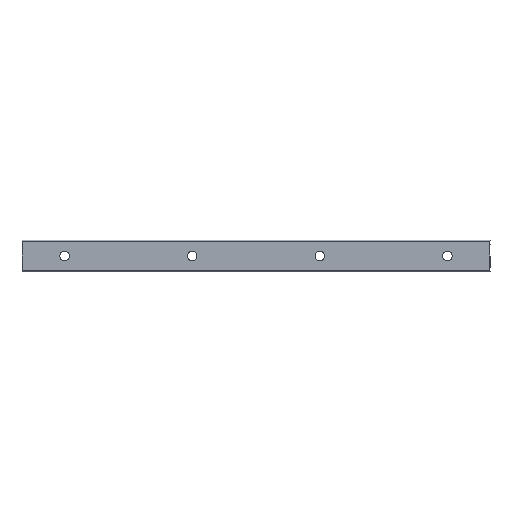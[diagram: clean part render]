
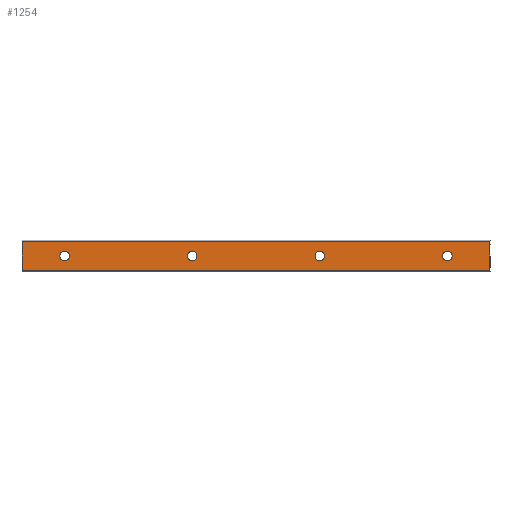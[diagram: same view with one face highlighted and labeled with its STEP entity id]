
A CAD part, front view. The second image highlights one B-rep face of the part: STEP entity #1254.
In plain terms, the highlighted planar face has unit normal (0, -1, 0).
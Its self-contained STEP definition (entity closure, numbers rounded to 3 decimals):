
#3 = AXIS2_PLACEMENT_3D ( 'NONE', #2063, #912, #100 ) ;
#11 = ORIENTED_EDGE ( 'NONE', *, *, #485, .F. ) ;
#100 = DIRECTION ( 'NONE',  ( 0., 0., 1. ) ) ;
#102 = FACE_BOUND ( 'NONE', #1154, .T. ) ;
#110 = DIRECTION ( 'NONE',  ( 0., 0., 1. ) ) ;
#173 = EDGE_CURVE ( 'NONE', #1777, #670, #1857, .T. ) ;
#175 = CARTESIAN_POINT ( 'NONE',  ( 60., 0., 0. ) ) ;
#187 = CIRCLE ( 'NONE', #1765, 2.25 ) ;
#213 = VERTEX_POINT ( 'NONE', #1740 ) ;
#216 = AXIS2_PLACEMENT_3D ( 'NONE', #1277, #1255, #110 ) ;
#250 = EDGE_LOOP ( 'NONE', ( #11, #2040 ) ) ;
#282 = ORIENTED_EDGE ( 'NONE', *, *, #1460, .F. ) ;
#316 = VERTEX_POINT ( 'NONE', #445 ) ;
#356 = CARTESIAN_POINT ( 'NONE',  ( -20., 0., -6.786 ) ) ;
#357 = DIRECTION ( 'NONE',  ( 0., -1., 0. ) ) ;
#407 = EDGE_CURVE ( 'NONE', #213, #1754, #946, .T. ) ;
#420 = CARTESIAN_POINT ( 'NONE',  ( 0., 0., 2.25 ) ) ;
#434 = CIRCLE ( 'NONE', #833, 2.25 ) ;
#441 = VERTEX_POINT ( 'NONE', #1566 ) ;
#445 = CARTESIAN_POINT ( 'NONE',  ( 0., 0., -2.25 ) ) ;
#446 = PLANE ( 'NONE',  #800 ) ;
#485 = EDGE_CURVE ( 'NONE', #720, #917, #434, .T. ) ;
#670 = VERTEX_POINT ( 'NONE', #1705 ) ;
#675 = DIRECTION ( 'NONE',  ( 0., 0., 1. ) ) ;
#692 = AXIS2_PLACEMENT_3D ( 'NONE', #1057, #1539, #1738 ) ;
#701 = DIRECTION ( 'NONE',  ( 0., -1., 0. ) ) ;
#720 = VERTEX_POINT ( 'NONE', #869 ) ;
#756 = CARTESIAN_POINT ( 'NONE',  ( 0., 0., 0. ) ) ;
#800 = AXIS2_PLACEMENT_3D ( 'NONE', #1472, #2148, #1961 ) ;
#833 = AXIS2_PLACEMENT_3D ( 'NONE', #1267, #1935, #1922 ) ;
#851 = AXIS2_PLACEMENT_3D ( 'NONE', #908, #701, #866 ) ;
#866 = DIRECTION ( 'NONE',  ( 0., 0., 1. ) ) ;
#869 = CARTESIAN_POINT ( 'NONE',  ( 180., 0., 2.25 ) ) ;
#908 = CARTESIAN_POINT ( 'NONE',  ( 120., 0., 0. ) ) ;
#912 = DIRECTION ( 'NONE',  ( 0., -1., 0. ) ) ;
#917 = VERTEX_POINT ( 'NONE', #1235 ) ;
#921 = EDGE_CURVE ( 'NONE', #316, #1642, #1600, .T. ) ;
#941 = EDGE_CURVE ( 'NONE', #1841, #1900, #1422, .T. ) ;
#946 = LINE ( 'NONE', #1055, #1382 ) ;
#960 = FACE_OUTER_BOUND ( 'NONE', #1216, .T. ) ;
#995 = AXIS2_PLACEMENT_3D ( 'NONE', #2001, #357, #1027 ) ;
#1027 = DIRECTION ( 'NONE',  ( 0., 0., 1. ) ) ;
#1055 = CARTESIAN_POINT ( 'NONE',  ( 200., 0., -6.786 ) ) ;
#1057 = CARTESIAN_POINT ( 'NONE',  ( 0., 0., 0. ) ) ;
#1064 = ORIENTED_EDGE ( 'NONE', *, *, #1826, .F. ) ;
#1073 = ORIENTED_EDGE ( 'NONE', *, *, #2163, .F. ) ;
#1100 = DIRECTION ( 'NONE',  ( -1., 0., 0. ) ) ;
#1146 = ORIENTED_EDGE ( 'NONE', *, *, #921, .F. ) ;
#1154 = EDGE_LOOP ( 'NONE', ( #282, #2141 ) ) ;
#1187 = CARTESIAN_POINT ( 'NONE',  ( -20., 0., 6.786 ) ) ;
#1209 = CARTESIAN_POINT ( 'NONE',  ( 60., 0., 2.25 ) ) ;
#1216 = EDGE_LOOP ( 'NONE', ( #1560, #1073, #1601, #1859 ) ) ;
#1235 = CARTESIAN_POINT ( 'NONE',  ( 180., 0., -2.25 ) ) ;
#1241 = ORIENTED_EDGE ( 'NONE', *, *, #2137, .F. ) ;
#1254 = ADVANCED_FACE ( 'NONE', ( #960, #1614, #2125, #102, #2135 ), #446, .F. ) ;
#1255 = DIRECTION ( 'NONE',  ( 0., -1., 0. ) ) ;
#1267 = CARTESIAN_POINT ( 'NONE',  ( 180., 0., 0. ) ) ;
#1275 = EDGE_LOOP ( 'NONE', ( #1064, #1831 ) ) ;
#1277 = CARTESIAN_POINT ( 'NONE',  ( 180., 0., 0. ) ) ;
#1362 = DIRECTION ( 'NONE',  ( 1., 0., 0. ) ) ;
#1373 = CIRCLE ( 'NONE', #851, 2.25 ) ;
#1382 = VECTOR ( 'NONE', #1100, 1000. ) ;
#1385 = CARTESIAN_POINT ( 'NONE',  ( 120., 0., 2.25 ) ) ;
#1422 = CIRCLE ( 'NONE', #3, 2.25 ) ;
#1424 = DIRECTION ( 'NONE',  ( 0., -1., 0. ) ) ;
#1441 = CARTESIAN_POINT ( 'NONE',  ( 200., 0., 6.786 ) ) ;
#1460 = EDGE_CURVE ( 'NONE', #2165, #441, #1934, .T. ) ;
#1472 = CARTESIAN_POINT ( 'NONE',  ( 200., 0., 6.786 ) ) ;
#1500 = CARTESIAN_POINT ( 'NONE',  ( 60., 0., -2.25 ) ) ;
#1510 = DIRECTION ( 'NONE',  ( 0., 0., 1. ) ) ;
#1511 = CIRCLE ( 'NONE', #1895, 2.25 ) ;
#1539 = DIRECTION ( 'NONE',  ( 0., -1., 0. ) ) ;
#1548 = EDGE_LOOP ( 'NONE', ( #1241, #1146 ) ) ;
#1560 = ORIENTED_EDGE ( 'NONE', *, *, #407, .F. ) ;
#1566 = CARTESIAN_POINT ( 'NONE',  ( 120., 0., -2.25 ) ) ;
#1600 = CIRCLE ( 'NONE', #692, 2.25 ) ;
#1601 = ORIENTED_EDGE ( 'NONE', *, *, #173, .F. ) ;
#1612 = LINE ( 'NONE', #1441, #2030 ) ;
#1614 = FACE_BOUND ( 'NONE', #1548, .T. ) ;
#1642 = VERTEX_POINT ( 'NONE', #420 ) ;
#1694 = CARTESIAN_POINT ( 'NONE',  ( 200., 0., 6.786 ) ) ;
#1705 = CARTESIAN_POINT ( 'NONE',  ( 200., 0., 6.786 ) ) ;
#1738 = DIRECTION ( 'NONE',  ( 0., 0., 1. ) ) ;
#1740 = CARTESIAN_POINT ( 'NONE',  ( 200., 0., -6.786 ) ) ;
#1743 = EDGE_CURVE ( 'NONE', #1754, #1777, #2178, .T. ) ;
#1754 = VERTEX_POINT ( 'NONE', #356 ) ;
#1765 = AXIS2_PLACEMENT_3D ( 'NONE', #756, #1424, #2098 ) ;
#1777 = VERTEX_POINT ( 'NONE', #1187 ) ;
#1826 = EDGE_CURVE ( 'NONE', #1900, #1841, #1511, .T. ) ;
#1831 = ORIENTED_EDGE ( 'NONE', *, *, #941, .F. ) ;
#1841 = VERTEX_POINT ( 'NONE', #1500 ) ;
#1857 = LINE ( 'NONE', #1694, #1940 ) ;
#1859 = ORIENTED_EDGE ( 'NONE', *, *, #1743, .F. ) ;
#1872 = EDGE_CURVE ( 'NONE', #441, #2165, #1373, .T. ) ;
#1895 = AXIS2_PLACEMENT_3D ( 'NONE', #175, #2020, #1510 ) ;
#1900 = VERTEX_POINT ( 'NONE', #1209 ) ;
#1922 = DIRECTION ( 'NONE',  ( 0., 0., 1. ) ) ;
#1934 = CIRCLE ( 'NONE', #995, 2.25 ) ;
#1935 = DIRECTION ( 'NONE',  ( 0., -1., 0. ) ) ;
#1940 = VECTOR ( 'NONE', #1362, 1000. ) ;
#1961 = DIRECTION ( 'NONE',  ( 0., 0., 1. ) ) ;
#2001 = CARTESIAN_POINT ( 'NONE',  ( 120., 0., 0. ) ) ;
#2020 = DIRECTION ( 'NONE',  ( 0., -1., 0. ) ) ;
#2030 = VECTOR ( 'NONE', #2106, 1000. ) ;
#2040 = ORIENTED_EDGE ( 'NONE', *, *, #2062, .F. ) ;
#2062 = EDGE_CURVE ( 'NONE', #917, #720, #2103, .T. ) ;
#2063 = CARTESIAN_POINT ( 'NONE',  ( 60., 0., 0. ) ) ;
#2098 = DIRECTION ( 'NONE',  ( 0., 0., 1. ) ) ;
#2103 = CIRCLE ( 'NONE', #216, 2.25 ) ;
#2106 = DIRECTION ( 'NONE',  ( 0., 0., -1. ) ) ;
#2125 = FACE_BOUND ( 'NONE', #250, .T. ) ;
#2135 = FACE_BOUND ( 'NONE', #1275, .T. ) ;
#2137 = EDGE_CURVE ( 'NONE', #1642, #316, #187, .T. ) ;
#2140 = VECTOR ( 'NONE', #675, 1000. ) ;
#2141 = ORIENTED_EDGE ( 'NONE', *, *, #1872, .F. ) ;
#2148 = DIRECTION ( 'NONE',  ( 0., 1., 0. ) ) ;
#2158 = CARTESIAN_POINT ( 'NONE',  ( -20., 0., 6.786 ) ) ;
#2163 = EDGE_CURVE ( 'NONE', #670, #213, #1612, .T. ) ;
#2165 = VERTEX_POINT ( 'NONE', #1385 ) ;
#2178 = LINE ( 'NONE', #2158, #2140 ) ;
